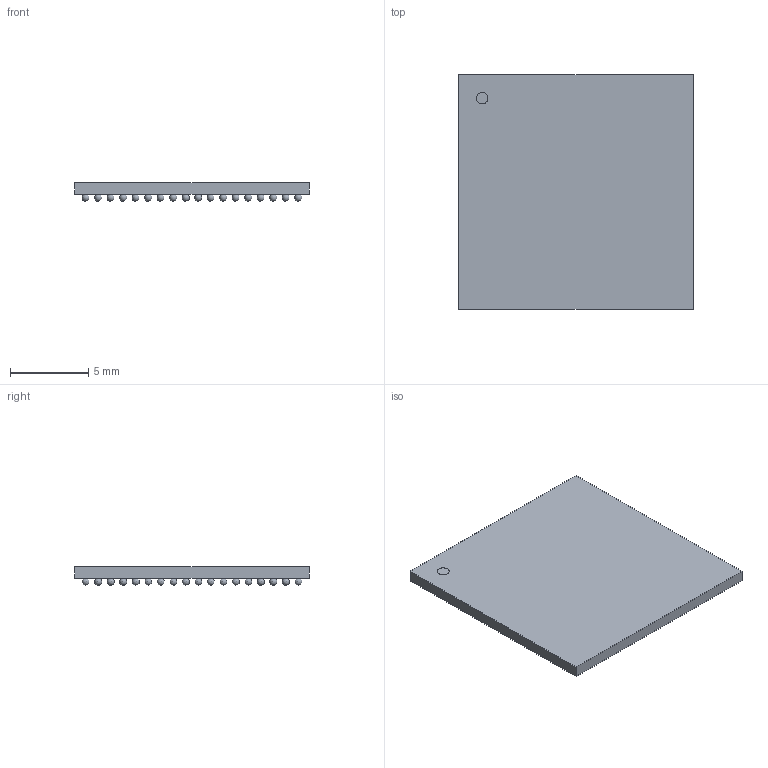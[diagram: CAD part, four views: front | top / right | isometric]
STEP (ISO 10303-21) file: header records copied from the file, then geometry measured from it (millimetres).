
FILE_DESCRIPTION(('STEP AP214'),'1');
FILE_NAME('TFBGA208_8MX_MCH','2025-08-18T09:21:12',(''),(''),'','','');
FILE_SCHEMA(('AUTOMOTIVE_DESIGN'));
Length unit declared in the file: millimetre
Products named in the file (1): product
Bounding box: 15.01 x 15.01 x 1.2 mm (x, y, z)
Volume: 176.7 mm3; surface area: 632.5 mm2
Topology: 210 solids, 210 shells, 217 faces, 639 edges, 426 vertices
Faces by surface type: sphere 208, plane 8, cylinder 1
Full cylindrical faces by diameter (mm): 0.751 x1
Entity records: 2245 total; most frequent: DIRECTION 454, CARTESIAN_POINT 231, AXIS2_PLACEMENT_3D 221, STYLED_ITEM 217, ADVANCED_FACE 217, MANIFOLD_SOLID_BREP 210, CLOSED_SHELL 210, SPHERICAL_SURFACE 208
